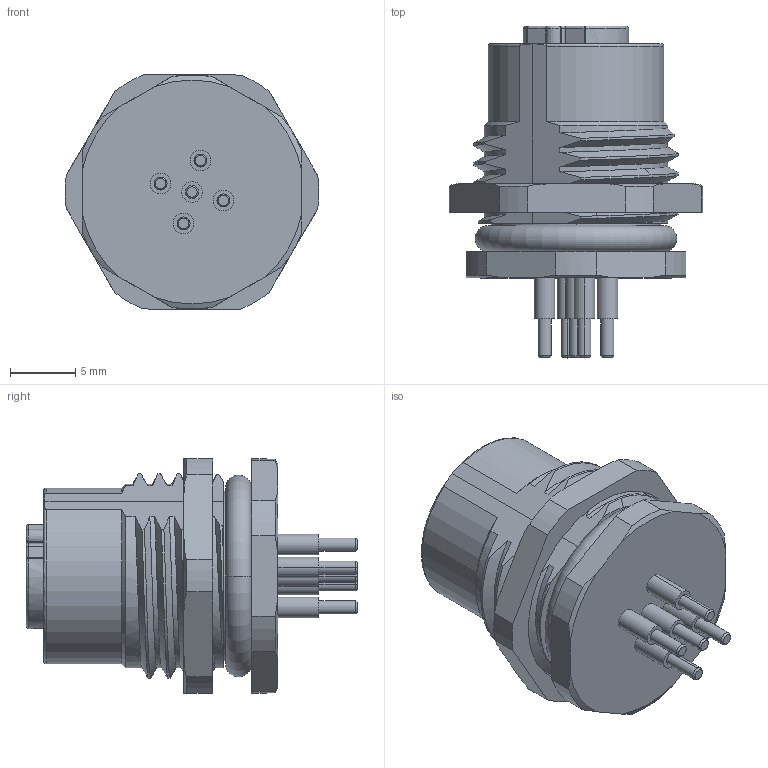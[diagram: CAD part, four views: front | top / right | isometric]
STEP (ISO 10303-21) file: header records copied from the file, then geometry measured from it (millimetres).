
FILE_DESCRIPTION((''),'2;1');
FILE_NAME('PRT0005','2021-01-04T',('zh.su'),(''),'PRO/ENGINEER BY PARAMETRIC TECHNOLOGY CORPORATION, 2012480','PRO/ENGINEER BY PARAMETRIC TECHNOLOGY CORPORATION, 2012480','');
FILE_SCHEMA(('CONFIG_CONTROL_DESIGN'));
Length unit declared in the file: millimetre
Products named in the file (1): PRT0005
Bounding box: 19.48 x 25.5 x 18.02 mm (x, y, z)
Volume: 2833.4 mm3; surface area: 3236.8 mm2
Topology: 2 solids, 7 shells, 473 faces, 1213 edges, 769 vertices
Faces by surface type: plane 132, cone 123, cylinder 91, bspline 51, extrusion 43, torus 31, sphere 2
Entity records: 21040 total; most frequent: CARTESIAN_POINT 10147, ORIENTED_EDGE 2406, DIRECTION 2006, EDGE_CURVE 1203, VERTEX_POINT 769, AXIS2_PLACEMENT_3D 760, EDGE_LOOP 514, VECTOR 486
